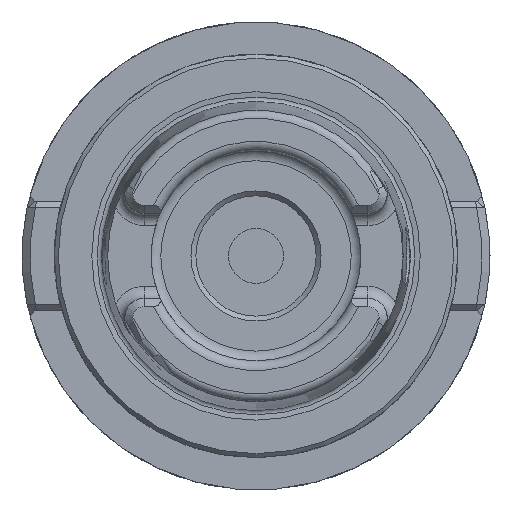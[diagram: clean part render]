
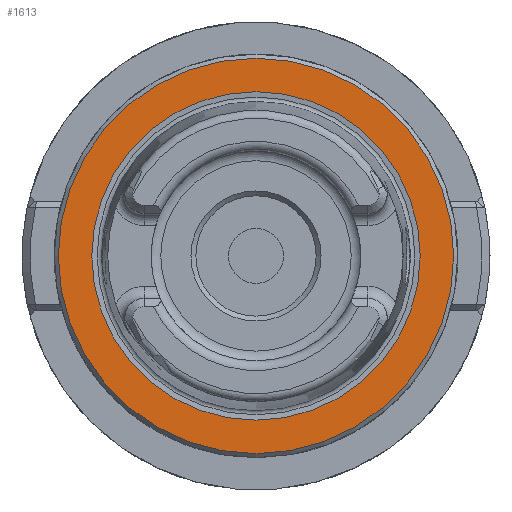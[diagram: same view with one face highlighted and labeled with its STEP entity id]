
A CAD part, left-side view. The second image highlights one B-rep face of the part: STEP entity #1613.
In plain terms, the highlighted planar face has unit normal (-1, 0, 0).
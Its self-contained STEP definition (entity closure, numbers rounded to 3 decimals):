
#1613 = ADVANCED_FACE( '', ( #3113, #3114 ), #3115, .F. );
#3113 = FACE_BOUND( '', #3937, .T. );
#3114 = FACE_OUTER_BOUND( '', #3938, .T. );
#3115 = PLANE( '', #3939 );
#3937 = EDGE_LOOP( '', ( #5258 ) );
#3938 = EDGE_LOOP( '', ( #5259 ) );
#3939 = AXIS2_PLACEMENT_3D( '', #5260, #5261, #5262 );
#5258 = ORIENTED_EDGE( '', *, *, #7578, .F. );
#5259 = ORIENTED_EDGE( '', *, *, #7579, .T. );
#5260 = CARTESIAN_POINT( '', ( 0., 0., 24.5 ) );
#5261 = DIRECTION( '', ( 1., 0., 0. ) );
#5262 = DIRECTION( '', ( 0., 0., -1. ) );
#7578 = EDGE_CURVE( '', #8467, #8467, #8468, .T. );
#7579 = EDGE_CURVE( '', #8469, #8469, #8470, .T. );
#8467 = VERTEX_POINT( '', #9707 );
#8468 = CIRCLE( '', #9708, 20.354 );
#8469 = VERTEX_POINT( '', #9709 );
#8470 = CIRCLE( '', #9710, 24.5 );
#9707 = CARTESIAN_POINT( '', ( 0., 0., 20.354 ) );
#9708 = AXIS2_PLACEMENT_3D( '', #10465, #10466, #10467 );
#9709 = CARTESIAN_POINT( '', ( 0., 0., 24.5 ) );
#9710 = AXIS2_PLACEMENT_3D( '', #10468, #10469, #10470 );
#10465 = CARTESIAN_POINT( '', ( 0., 0., 0. ) );
#10466 = DIRECTION( '', ( -1., 0., 0. ) );
#10467 = DIRECTION( '', ( 0., 0., 1. ) );
#10468 = CARTESIAN_POINT( '', ( 0., 0., 0. ) );
#10469 = DIRECTION( '', ( -1., 0., 0. ) );
#10470 = DIRECTION( '', ( 0., 0., 1. ) );
